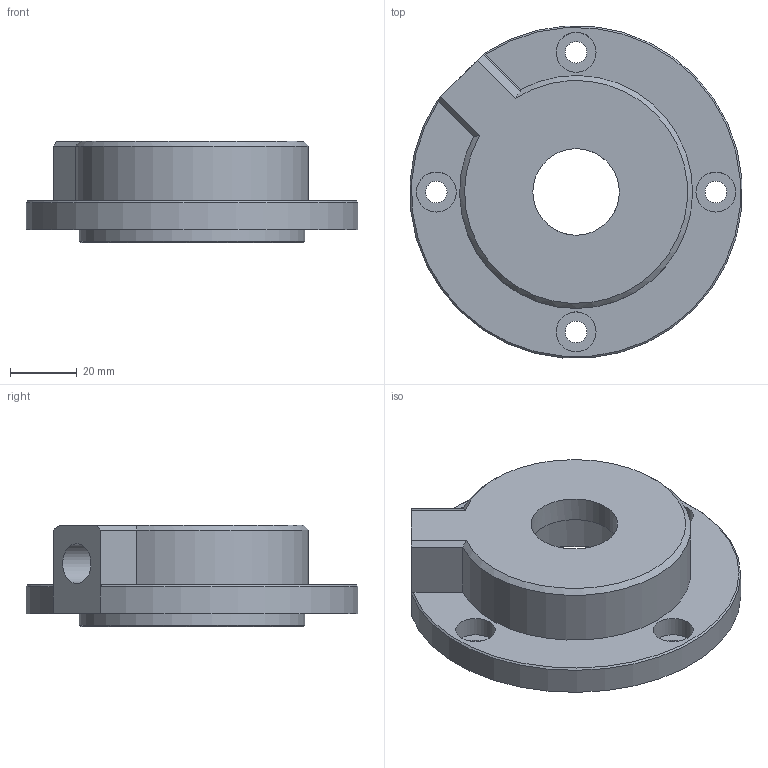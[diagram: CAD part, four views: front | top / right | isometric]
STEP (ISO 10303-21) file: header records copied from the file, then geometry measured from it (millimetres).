
FILE_DESCRIPTION(/* description */ ('STEP AP242','CAx-IF Rec.Pracs.---Representation and Presentation of Product Manufacturing Information (PMI)---4.0---2014-10-13','CAx-IF Rec.Pracs.---3D Tessellated Geometry---0.4---2014-09-14','2;1'),/* implementation_level */ '2;1');
FILE_NAME(/* name */ '64d4b2252670e2550ed04e86',/* time_stamp */ '2023-08-10T09:47:18Z',/* author */ (''),/* organization */ (''),/* preprocessor_version */ 'ST-DEVELOPER v19.4',/* originating_system */ ' ',/* authorisation */ ' ');
FILE_SCHEMA (('AP242_MANAGED_MODEL_BASED_3D_ENGINEERING_MIM_LF { 1 0 10303 442 1 1 4 }'));
Length unit declared in the file: metre
Products named in the file (1): Golmatic MD24 Spindle Top Cap for Hall Sensor v3
Bounding box: 99.74 x 99.74 x 30.6 mm (x, y, z)
Volume: 76140.5 mm3; surface area: 28919.9 mm2
Topology: 1 solids, 1 shells, 42 faces, 104 edges, 69 vertices
Faces by surface type: plane 23, cylinder 15, cone 4
Full cylindrical faces by diameter (mm): 6.5 x4, 12 x5, 26 x1, 62 x1, 67.8 x1
Entity records: 1175 total; most frequent: DIRECTION 206, CARTESIAN_POINT 196, ORIENTED_EDGE 166, EDGE_CURVE 83, AXIS2_PLACEMENT_3D 82, EDGE_LOOP 73, FACE_BOUND 73, VERTEX_POINT 62
